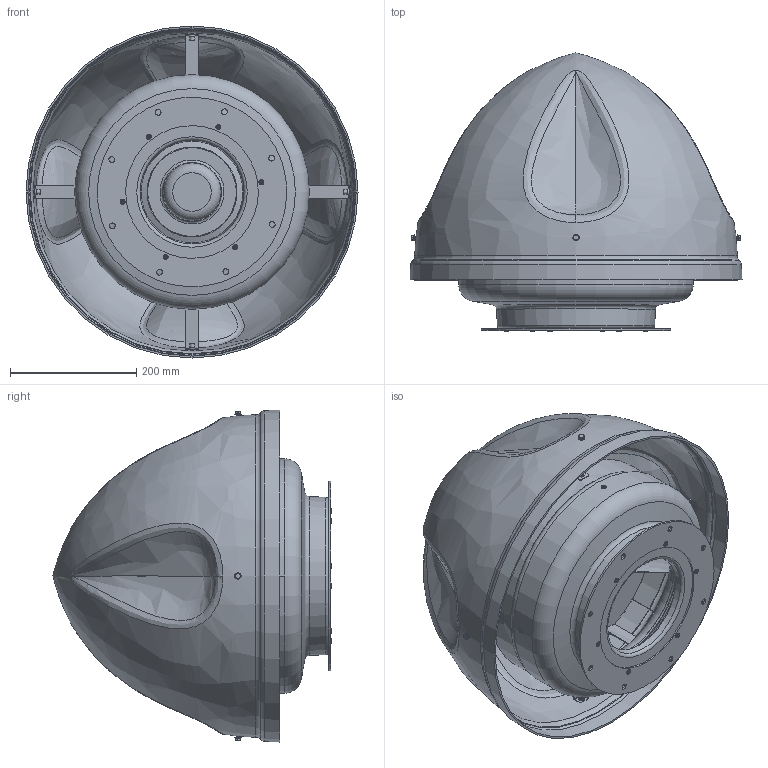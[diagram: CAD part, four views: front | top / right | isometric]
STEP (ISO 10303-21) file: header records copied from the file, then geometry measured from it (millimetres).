
FILE_DESCRIPTION(/* description */ ('812W80 SMART-EC-1300'),/* implementation_level */ '2;1');
FILE_NAME(/* name */ '812W80 SMART-EC-1300.stp',/* time_stamp */ '2022-05-12T12:17:13+02:00',/* author */ ('a.korpacki'),/* organization */ ('KLIMAWENT S.A.'),/* preprocessor_version */ 'ST-DEVELOPER v18.1',/* originating_system */ 'Autodesk Inventor 2021',/* authorisation */ '');
FILE_SCHEMA (('AUTOMOTIVE_DESIGN { 1 0 10303 214 3 1 1 }'));
Length unit declared in the file: millimetre
Products named in the file (1): ~~
Bounding box: 525.35 x 440.49 x 525.35 mm (x, y, z)
Volume: 3232141 mm3; surface area: 2080287.1 mm2
Topology: 2 solids, 2 shells, 663 faces, 1534 edges, 958 vertices
Faces by surface type: plane 273, cylinder 195, torus 66, bspline 66, cone 63
Full cylindrical faces by diameter (mm): 2.4 x14, 3 x4, 4 x18, 4.134 x4, 4.2 x10, 4.3 x6, 5 x8, 5.3 x4, 5.75 x4, 6 x2, 6.88 x4, 7 x4, 8 x14, 9 x8, 10 x4, 11 x4, 91 x2, 93.5 x1, 115 x1, 133 x1, 208 x1, 209 x1, 210 x1, 220 x1, 223.022 x1, 228 x1, 300 x1, 313 x2, 316 x2, 362 x2
Entity records: 28192 total; most frequent: CARTESIAN_POINT 12348, DIRECTION 3161, ORIENTED_EDGE 3080, EDGE_CURVE 1540, AXIS2_PLACEMENT_3D 1306, VERTEX_POINT 958, EDGE_LOOP 834, CIRCLE 707
